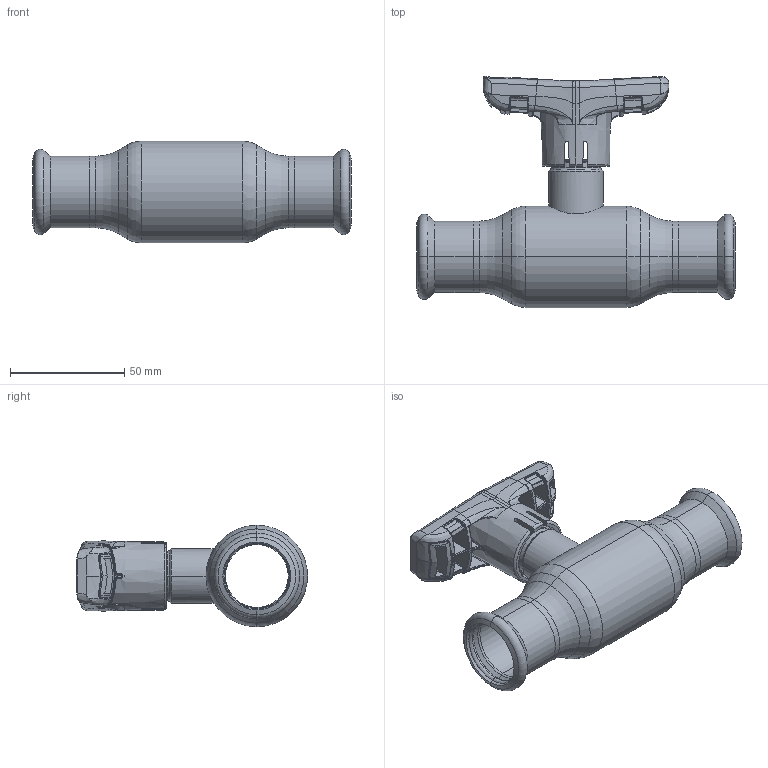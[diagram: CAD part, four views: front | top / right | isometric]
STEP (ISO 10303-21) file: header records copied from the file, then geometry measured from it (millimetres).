
FILE_DESCRIPTION (( 'STEP AP214' ), '1' );
FILE_NAME ('2025000100-0400.step', '2024-01-11T10:57:08', ( '' ), ( '' ), 'SwSTEP 2.0', 'SolidWorks 2021', '' );
FILE_SCHEMA (( 'AUTOMOTIVE_DESIGN' ));
Length unit declared in the file: millimetre
Products named in the file (1): 2025000100-0400
Bounding box: 139.6 x 101.32 x 44.5 mm (x, y, z)
Surface area: 39026.5 mm2 (no closed solid volume)
Topology: 0 solids, 8 shells, 614 faces, 2119 edges, 1433 vertices
Faces by surface type: bspline 482, plane 39, cylinder 36, cone 30, torus 25, sphere 2
Entity records: 57903 total; most frequent: CARTESIAN_POINT 37933, ORIENTED_EDGE 3429, EDGE_CURVE 2109, B_SPLINE_CURVE_WITH_KNOTS 1533, VERTEX_POINT 1430, DIRECTION 1264, EDGE_LOOP 626, UNCERTAINTY_MEASURE_WITH_UNIT 613
